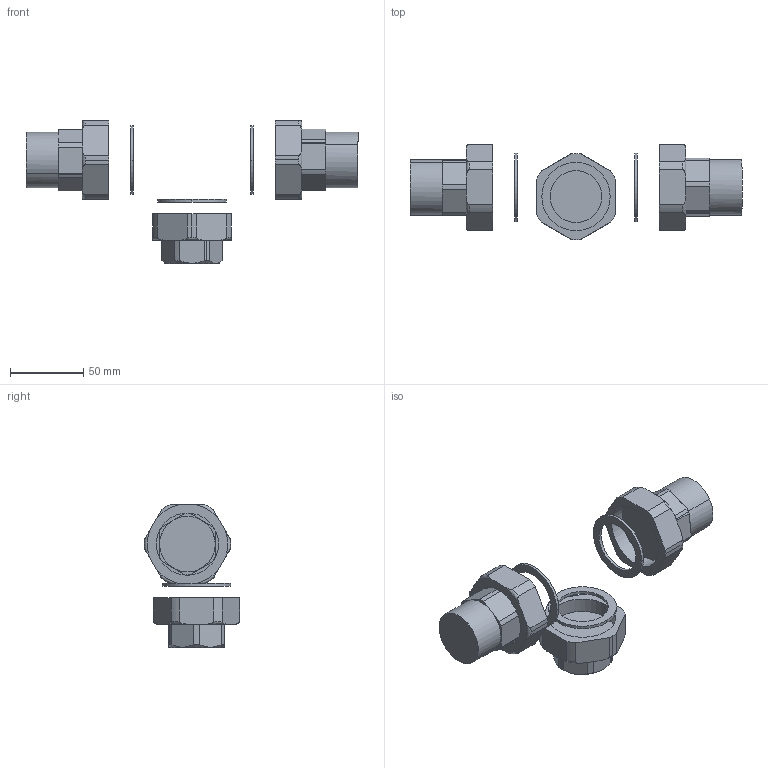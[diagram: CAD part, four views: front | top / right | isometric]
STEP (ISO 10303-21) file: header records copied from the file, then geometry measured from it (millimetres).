
FILE_DESCRIPTION(('CATIA V5 STEP Exchange','CAx-IF Rec.Pracs.--- Model Styling and Organization---1.5--- 2016-08-15','CAx-IF Rec.Pracs.---Supplemental Geometry---1.0---2011-11-01','CAx-IF Rec.Pracs.--- Composite Materials ---3.4---2017-06-13','CAx-IF Rec.Pracs.---Tessellated 3D Geometry---1.0---2015-12-17'),'2;1');
FILE_NAME('STEP_524006_-_TST.stp','2024-11-28T09:14:19+00:00',('none'),('none'),'CATIA Version 5-6 Release 2020 SP5','CATIA V5 STEP AP242 v2','none');
FILE_SCHEMA(('AP242_MANAGED_MODEL_BASED_3D_ENGINEERING_MIM_LF {1 0 10303 442 1 1 4}'));
Length unit declared in the file: millimetre
Products named in the file (1): 524006 - TST
Bounding box: 227 x 65.24 x 97.79 mm (x, y, z)
Volume: 199267.4 mm3; surface area: 52753.2 mm2
Topology: 6 solids, 6 shells, 174 faces, 442 edges, 292 vertices
Faces by surface type: plane 78, cylinder 76, torus 18, cone 2
Entity records: 5296 total; most frequent: CARTESIAN_POINT 1411, ORIENTED_EDGE 884, DIRECTION 612, EDGE_CURVE 442, AXIS2_PLACEMENT_3D 309, VERTEX_POINT 292, CIRCLE 202, VECTOR 198
